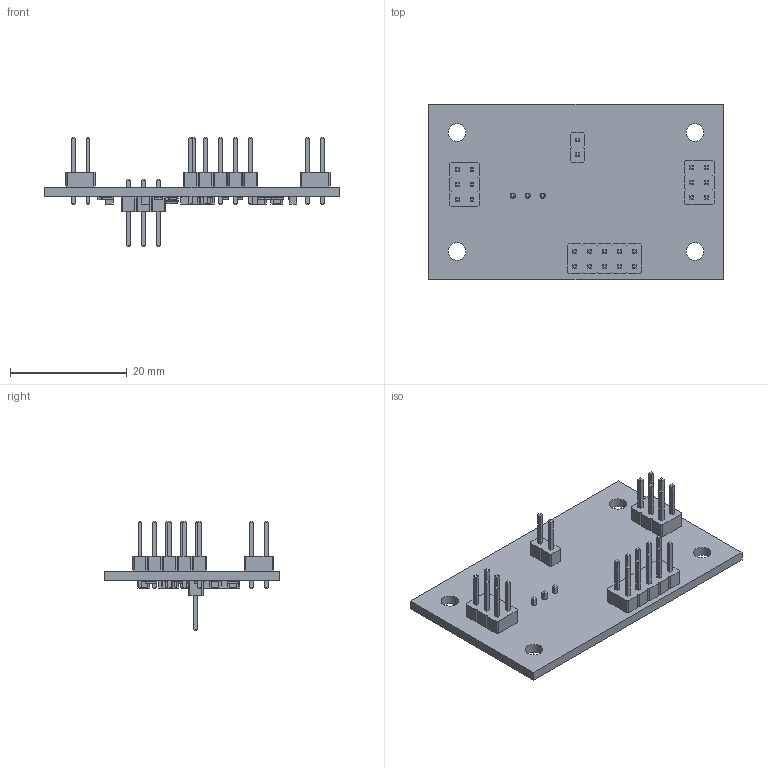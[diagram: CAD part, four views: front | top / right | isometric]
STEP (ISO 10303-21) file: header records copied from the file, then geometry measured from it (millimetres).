
FILE_DESCRIPTION(('KiCad electronic assembly'),'2;1');
FILE_NAME('PCRD01.step','2023-06-15T00:44:31',('Pcbnew'),('Kicad'), 'Open CASCADE STEP processor 7.5','KiCad to STEP converter','Unknown' );
FILE_SCHEMA(('AUTOMOTIVE_DESIGN { 1 0 10303 214 1 1 1 1 }'));
Length unit declared in the file: millimetre
Products named in the file (16): PCRD01 1; PinHeader_2x03_P2.54mm_Vertical; SOLID; PinHeader_2x05_P2.54mm_Vertical; PinHeader_1x02_P2.54mm_Vertical; C_0805_2012Metric; R_0805_2012Metric; PinHeader_1x03_P2.54mm_Vertical; SOT-23; tmpz9wdo1d6 PCB
Assembly tree (41 placements, depth 3):
  PCRD01 1
    PinHeader_2x03_P2.54mm_Vertical  x2
      SOLID
    PinHeader_2x05_P2.54mm_Vertical
      SOLID
    PinHeader_1x02_P2.54mm_Vertical
      SOLID
    C_0805_2012Metric  x15
      SOLID
    R_0805_2012Metric  x12
      SOLID
    PinHeader_1x03_P2.54mm_Vertical
      SOLID
    SOT-23
      SOLID
    tmpz9wdo1d6 PCB
Bounding box: 50.29 x 29.97 x 18.78 mm (x, y, z)
Volume: 2934.7 mm3; surface area: 4934.2 mm2
Topology: 34 solids, 34 shells, 1447 faces, 3579 edges, 2284 vertices
Faces by surface type: plane 1101, cylinder 319, bspline 27
Full cylindrical faces by diameter (mm): 0.889 x27, 3 x4
Entity records: 42823 total; most frequent: CARTESIAN_POINT 6992, DIRECTION 5825, LINE 4233, VECTOR 4233, ORIENTED_EDGE 3046, PCURVE 3046, DEFINITIONAL_REPRESENTATION 3046, EDGE_CURVE 1523
